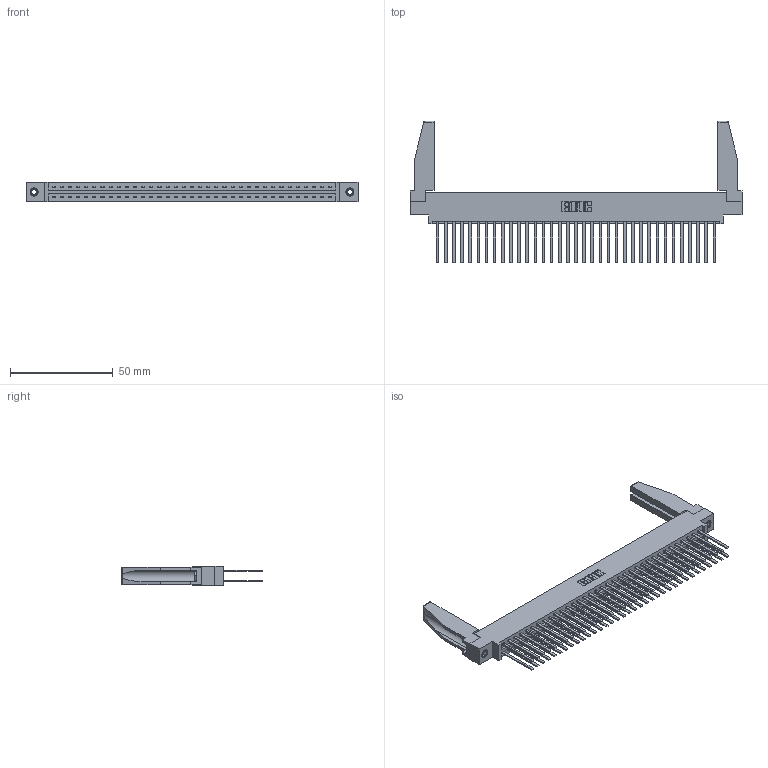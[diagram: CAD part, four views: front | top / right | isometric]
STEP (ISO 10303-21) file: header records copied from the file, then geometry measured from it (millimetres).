
FILE_DESCRIPTION (( 'STEP AP203' ), '1' );
FILE_NAME ('337-070-544-878.STEP', '2019-10-15T11:06:32', ( '' ), ( '' ), 'SwSTEP 2.0', 'SolidWorks 2016', '' );
FILE_SCHEMA (( 'CONFIG_CONTROL_DESIGN' ));
Length unit declared in the file: inch
Products named in the file (5): 337 Part_0.170 Offset - 0.156 Dia-TI; 337-070-544-878; 307-220-078; 345-250-001_345-250-001-102; 345-292-001_345-293-144
Assembly tree (75 placements, depth 2):
  337-070-544-878
    337 Part_0.170 Offset - 0.156 Dia-TI
    345-292-001_345-293-144  x70
    345-250-001_345-250-001-102  x2
    307-220-078  x2
Bounding box: 161.7 x 69.09 x 9.4 mm (x, y, z)
Volume: 21804.8 mm3; surface area: 27211.7 mm2
Topology: 75 solids, 75 shells, 3608 faces, 10663 edges, 7006 vertices
Faces by surface type: plane 2538, cylinder 1054, cone 12, torus 4
Entity records: 30430 total; most frequent: CARTESIAN_POINT 5132, ORIENTED_EDGE 5024, DIRECTION 4380, EDGE_CURVE 2512, VECTOR 2350, LINE 2350, VERTEX_POINT 1668, AXIS2_PLACEMENT_3D 1015
